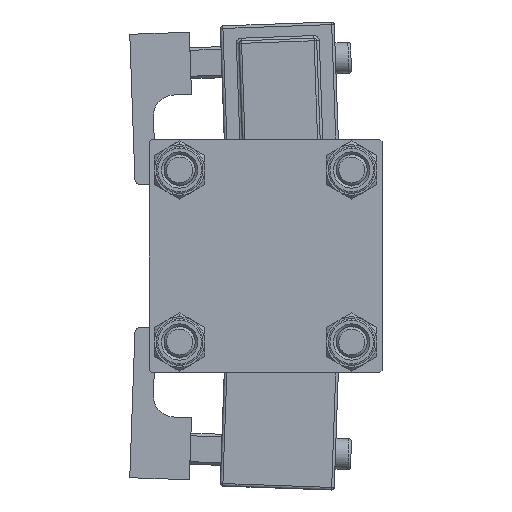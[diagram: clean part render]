
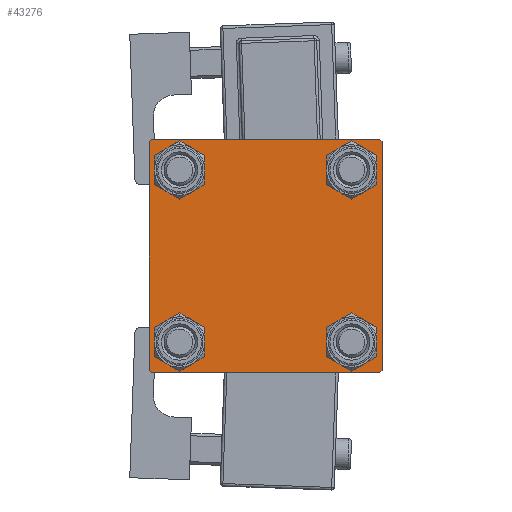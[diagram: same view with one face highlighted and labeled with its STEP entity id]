
A CAD part, left-side view. The second image highlights one B-rep face of the part: STEP entity #43276.
In plain terms, the highlighted planar face has unit normal (-1, 0, 0).
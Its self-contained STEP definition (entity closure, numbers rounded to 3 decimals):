
#69 = VERTEX_POINT ( 'NONE', #39691 ) ;
#324 = EDGE_CURVE ( 'NONE', #36070, #40335, #9465, .T. ) ;
#340 = EDGE_LOOP ( 'NONE', ( #37773, #32773 ) ) ;
#976 = DIRECTION ( 'NONE',  ( 0., 0., -1. ) ) ;
#1131 = CIRCLE ( 'NONE', #42282, 3.5 ) ;
#1611 = EDGE_CURVE ( 'NONE', #69, #35207, #43777, .T. ) ;
#1832 = ORIENTED_EDGE ( 'NONE', *, *, #10580, .T. ) ;
#2400 = CARTESIAN_POINT ( 'NONE',  ( 0., -22.5, -22. ) ) ;
#2836 = EDGE_LOOP ( 'NONE', ( #8548, #42159 ) ) ;
#2958 = LINE ( 'NONE', #11716, #28729 ) ;
#3052 = AXIS2_PLACEMENT_3D ( 'NONE', #15321, #3523, #32052 ) ;
#3500 = VERTEX_POINT ( 'NONE', #29795 ) ;
#3523 = DIRECTION ( 'NONE',  ( -1., 0., 0. ) ) ;
#3614 = DIRECTION ( 'NONE',  ( 1., 0., 0. ) ) ;
#3705 = EDGE_LOOP ( 'NONE', ( #36556, #23145 ) ) ;
#3975 = EDGE_CURVE ( 'NONE', #42719, #24006, #21948, .T. ) ;
#4064 = DIRECTION ( 'NONE',  ( 1., 0., 0. ) ) ;
#4280 = CARTESIAN_POINT ( 'NONE',  ( 0., 22.5, -22.5 ) ) ;
#5022 = VECTOR ( 'NONE', #11748, 1000. ) ;
#6088 = CARTESIAN_POINT ( 'NONE',  ( 0., -16.6, 16.6 ) ) ;
#7393 = ORIENTED_EDGE ( 'NONE', *, *, #53932, .T. ) ;
#7636 = FACE_BOUND ( 'NONE', #3705, .T. ) ;
#8039 = DIRECTION ( 'NONE',  ( 0., -1., 0. ) ) ;
#8548 = ORIENTED_EDGE ( 'NONE', *, *, #46334, .T. ) ;
#9465 = LINE ( 'NONE', #26220, #32321 ) ;
#9778 = AXIS2_PLACEMENT_3D ( 'NONE', #37805, #25195, #13120 ) ;
#10512 = VERTEX_POINT ( 'NONE', #28216 ) ;
#10580 = EDGE_CURVE ( 'NONE', #3500, #49315, #12408, .T. ) ;
#10610 = LINE ( 'NONE', #15013, #25335 ) ;
#10854 = DIRECTION ( 'NONE',  ( 0., 0., 1. ) ) ;
#10947 = EDGE_CURVE ( 'NONE', #10512, #18601, #41582, .T. ) ;
#11171 = DIRECTION ( 'NONE',  ( 0., -0.707, 0.707 ) ) ;
#11475 = EDGE_LOOP ( 'NONE', ( #27869, #1832 ) ) ;
#11716 = CARTESIAN_POINT ( 'NONE',  ( 0., -22.25, -22.25 ) ) ;
#11748 = DIRECTION ( 'NONE',  ( 0., 0.707, -0.707 ) ) ;
#12408 = CIRCLE ( 'NONE', #9778, 3.5 ) ;
#12651 = DIRECTION ( 'NONE',  ( 0., 0., 1. ) ) ;
#13120 = DIRECTION ( 'NONE',  ( 0., 0., 1. ) ) ;
#14117 = CARTESIAN_POINT ( 'NONE',  ( 0., -16.6, -16.6 ) ) ;
#14992 = DIRECTION ( 'NONE',  ( 1., 0., 0. ) ) ;
#15013 = CARTESIAN_POINT ( 'NONE',  ( 0., 22.25, -22.25 ) ) ;
#15321 = CARTESIAN_POINT ( 'NONE',  ( 0., 0., 0. ) ) ;
#15826 = CARTESIAN_POINT ( 'NONE',  ( 0., -16.6, -13.1 ) ) ;
#15866 = EDGE_CURVE ( 'NONE', #34656, #29276, #1131, .T. ) ;
#16002 = CIRCLE ( 'NONE', #46670, 3.5 ) ;
#16176 = EDGE_CURVE ( 'NONE', #49315, #3500, #16002, .T. ) ;
#16685 = DIRECTION ( 'NONE',  ( 0., 0.707, 0.707 ) ) ;
#17096 = EDGE_CURVE ( 'NONE', #36070, #42278, #53734, .T. ) ;
#17244 = CARTESIAN_POINT ( 'NONE',  ( 0., 16.6, -16.6 ) ) ;
#17640 = CARTESIAN_POINT ( 'NONE',  ( 0., -22., -22.5 ) ) ;
#18007 = CIRCLE ( 'NONE', #36410, 3.5 ) ;
#18595 = ORIENTED_EDGE ( 'NONE', *, *, #31771, .T. ) ;
#18601 = VERTEX_POINT ( 'NONE', #17640 ) ;
#18897 = AXIS2_PLACEMENT_3D ( 'NONE', #48921, #33263, #53055 ) ;
#19473 = EDGE_LOOP ( 'NONE', ( #43034, #7393, #20435, #18595, #23269, #23956, #40339, #25579 ) ) ;
#20435 = ORIENTED_EDGE ( 'NONE', *, *, #10947, .T. ) ;
#20781 = DIRECTION ( 'NONE',  ( 0., 0., 1. ) ) ;
#21076 = DIRECTION ( 'NONE',  ( 1., 0., 0. ) ) ;
#21420 = VERTEX_POINT ( 'NONE', #38363 ) ;
#21868 = CARTESIAN_POINT ( 'NONE',  ( 0., 16.6, -20.1 ) ) ;
#21948 = CIRCLE ( 'NONE', #24620, 3.5 ) ;
#22544 = DIRECTION ( 'NONE',  ( 0., 0., 1. ) ) ;
#23145 = ORIENTED_EDGE ( 'NONE', *, *, #1611, .T. ) ;
#23269 = ORIENTED_EDGE ( 'NONE', *, *, #324, .F. ) ;
#23956 = ORIENTED_EDGE ( 'NONE', *, *, #17096, .T. ) ;
#24006 = VERTEX_POINT ( 'NONE', #45612 ) ;
#24096 = FACE_BOUND ( 'NONE', #11475, .T. ) ;
#24255 = CARTESIAN_POINT ( 'NONE',  ( 0., -16.6, 13.1 ) ) ;
#24620 = AXIS2_PLACEMENT_3D ( 'NONE', #17244, #21076, #38093 ) ;
#25195 = DIRECTION ( 'NONE',  ( 1., 0., 0. ) ) ;
#25335 = VECTOR ( 'NONE', #47925, 1000. ) ;
#25579 = ORIENTED_EDGE ( 'NONE', *, *, #49446, .T. ) ;
#25581 = VECTOR ( 'NONE', #42126, 1000. ) ;
#25652 = EDGE_CURVE ( 'NONE', #45128, #42278, #37123, .T. ) ;
#26220 = CARTESIAN_POINT ( 'NONE',  ( 0., -22.5, 22.5 ) ) ;
#27099 = AXIS2_PLACEMENT_3D ( 'NONE', #54093, #3614, #12651 ) ;
#27347 = EDGE_CURVE ( 'NONE', #21420, #51117, #32284, .T. ) ;
#27869 = ORIENTED_EDGE ( 'NONE', *, *, #16176, .T. ) ;
#28204 = FACE_OUTER_BOUND ( 'NONE', #19473, .T. ) ;
#28216 = CARTESIAN_POINT ( 'NONE',  ( 0., 22., -22.5 ) ) ;
#28717 = CARTESIAN_POINT ( 'NONE',  ( 0., 22.5, 22.5 ) ) ;
#28729 = VECTOR ( 'NONE', #11171, 1000. ) ;
#29276 = VERTEX_POINT ( 'NONE', #38922 ) ;
#29795 = CARTESIAN_POINT ( 'NONE',  ( 0., 16.6, 13.1 ) ) ;
#31771 = EDGE_CURVE ( 'NONE', #18601, #40335, #2958, .T. ) ;
#32022 = CIRCLE ( 'NONE', #52210, 3.5 ) ;
#32052 = DIRECTION ( 'NONE',  ( 0., 0., 1. ) ) ;
#32231 = CARTESIAN_POINT ( 'NONE',  ( 0., 22.5, -22. ) ) ;
#32284 = LINE ( 'NONE', #28717, #46230 ) ;
#32319 = FACE_BOUND ( 'NONE', #340, .T. ) ;
#32321 = VECTOR ( 'NONE', #976, 1000. ) ;
#32773 = ORIENTED_EDGE ( 'NONE', *, *, #3975, .T. ) ;
#33263 = DIRECTION ( 'NONE',  ( 1., 0., 0. ) ) ;
#33666 = CARTESIAN_POINT ( 'NONE',  ( 0., 16.6, 16.6 ) ) ;
#34656 = VERTEX_POINT ( 'NONE', #24255 ) ;
#35207 = VERTEX_POINT ( 'NONE', #15826 ) ;
#36070 = VERTEX_POINT ( 'NONE', #45722 ) ;
#36120 = DIRECTION ( 'NONE',  ( 0., 0., -1. ) ) ;
#36410 = AXIS2_PLACEMENT_3D ( 'NONE', #14117, #42929, #39339 ) ;
#36556 = ORIENTED_EDGE ( 'NONE', *, *, #42937, .T. ) ;
#36718 = LINE ( 'NONE', #53470, #5022 ) ;
#37123 = LINE ( 'NONE', #45625, #50544 ) ;
#37773 = ORIENTED_EDGE ( 'NONE', *, *, #45891, .T. ) ;
#37805 = CARTESIAN_POINT ( 'NONE',  ( 0., 16.6, 16.6 ) ) ;
#38093 = DIRECTION ( 'NONE',  ( 0., 0., 1. ) ) ;
#38363 = CARTESIAN_POINT ( 'NONE',  ( 0., 22.5, 22. ) ) ;
#38831 = VECTOR ( 'NONE', #16685, 1000. ) ;
#38922 = CARTESIAN_POINT ( 'NONE',  ( 0., -16.6, 20.1 ) ) ;
#39339 = DIRECTION ( 'NONE',  ( 0., 0., 1. ) ) ;
#39691 = CARTESIAN_POINT ( 'NONE',  ( 0., -16.6, -20.1 ) ) ;
#40335 = VERTEX_POINT ( 'NONE', #2400 ) ;
#40339 = ORIENTED_EDGE ( 'NONE', *, *, #25652, .F. ) ;
#40791 = CIRCLE ( 'NONE', #18897, 3.5 ) ;
#41582 = LINE ( 'NONE', #4280, #25581 ) ;
#41911 = CARTESIAN_POINT ( 'NONE',  ( 0., -22.25, 22.25 ) ) ;
#41944 = CARTESIAN_POINT ( 'NONE',  ( 0., -22., 22.5 ) ) ;
#42126 = DIRECTION ( 'NONE',  ( 0., -1., 0. ) ) ;
#42159 = ORIENTED_EDGE ( 'NONE', *, *, #15866, .T. ) ;
#42278 = VERTEX_POINT ( 'NONE', #41944 ) ;
#42282 = AXIS2_PLACEMENT_3D ( 'NONE', #6088, #47230, #22544 ) ;
#42719 = VERTEX_POINT ( 'NONE', #21868 ) ;
#42813 = CARTESIAN_POINT ( 'NONE',  ( 0., 22., 22.5 ) ) ;
#42929 = DIRECTION ( 'NONE',  ( 1., 0., 0. ) ) ;
#42937 = EDGE_CURVE ( 'NONE', #35207, #69, #18007, .T. ) ;
#43034 = ORIENTED_EDGE ( 'NONE', *, *, #27347, .T. ) ;
#43276 = ADVANCED_FACE ( 'NONE', ( #52911, #7636, #32319, #24096, #28204 ), #49059, .T. ) ;
#43777 = CIRCLE ( 'NONE', #27099, 3.5 ) ;
#45128 = VERTEX_POINT ( 'NONE', #42813 ) ;
#45612 = CARTESIAN_POINT ( 'NONE',  ( 0., 16.6, -13.1 ) ) ;
#45625 = CARTESIAN_POINT ( 'NONE',  ( 0., 22.5, 22.5 ) ) ;
#45722 = CARTESIAN_POINT ( 'NONE',  ( 0., -22.5, 22. ) ) ;
#45891 = EDGE_CURVE ( 'NONE', #24006, #42719, #32022, .T. ) ;
#46230 = VECTOR ( 'NONE', #36120, 1000. ) ;
#46334 = EDGE_CURVE ( 'NONE', #29276, #34656, #40791, .T. ) ;
#46670 = AXIS2_PLACEMENT_3D ( 'NONE', #33666, #4064, #20781 ) ;
#47230 = DIRECTION ( 'NONE',  ( 1., 0., 0. ) ) ;
#47925 = DIRECTION ( 'NONE',  ( 0., -0.707, -0.707 ) ) ;
#48921 = CARTESIAN_POINT ( 'NONE',  ( 0., -16.6, 16.6 ) ) ;
#48991 = CARTESIAN_POINT ( 'NONE',  ( 0., 16.6, -16.6 ) ) ;
#49059 = PLANE ( 'NONE',  #3052 ) ;
#49315 = VERTEX_POINT ( 'NONE', #50490 ) ;
#49446 = EDGE_CURVE ( 'NONE', #45128, #21420, #36718, .T. ) ;
#50490 = CARTESIAN_POINT ( 'NONE',  ( 0., 16.6, 20.1 ) ) ;
#50544 = VECTOR ( 'NONE', #8039, 1000. ) ;
#51117 = VERTEX_POINT ( 'NONE', #32231 ) ;
#52210 = AXIS2_PLACEMENT_3D ( 'NONE', #48991, #14992, #10854 ) ;
#52911 = FACE_BOUND ( 'NONE', #2836, .T. ) ;
#53055 = DIRECTION ( 'NONE',  ( 0., 0., 1. ) ) ;
#53470 = CARTESIAN_POINT ( 'NONE',  ( 0., 22.25, 22.25 ) ) ;
#53734 = LINE ( 'NONE', #41911, #38831 ) ;
#53932 = EDGE_CURVE ( 'NONE', #51117, #10512, #10610, .T. ) ;
#54093 = CARTESIAN_POINT ( 'NONE',  ( 0., -16.6, -16.6 ) ) ;
